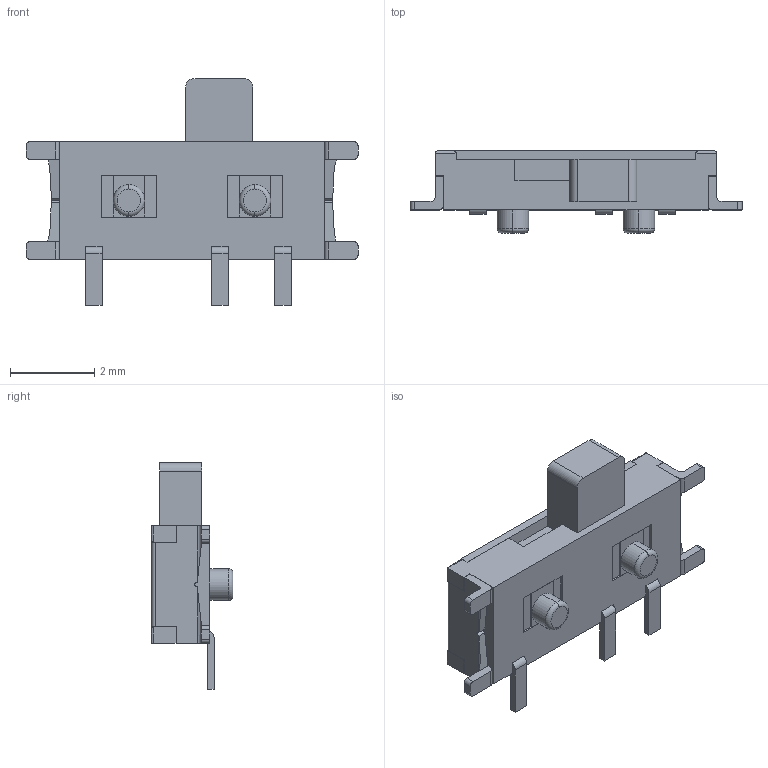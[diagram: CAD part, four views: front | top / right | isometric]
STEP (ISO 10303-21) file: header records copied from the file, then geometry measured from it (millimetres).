
FILE_DESCRIPTION (( 'STEP AP214' ), '1' );
FILE_NAME ('1B20C2A6-07A8-4CD1-B570-01436E0AD6AA.STEP', '2025-02-08T17:00:15', ( '' ), ( '' ), 'SwSTEP 2.0', 'SolidWorks 2022', '' );
FILE_SCHEMA (( 'AUTOMOTIVE_DESIGN' ));
Length unit declared in the file: millimetre
Products named in the file (1): 1B20C2A6-07A8-4CD1-B570-01436E0AD6AA
Bounding box: 7.9 x 1.95 x 5.39 mm (x, y, z)
Volume: 29 mm3; surface area: 130.7 mm2
Topology: 2 solids, 2 shells, 181 faces, 480 edges, 307 vertices
Faces by surface type: plane 130, cylinder 47, torus 4
Entity records: 5808 total; most frequent: CARTESIAN_POINT 1029, ORIENTED_EDGE 960, DIRECTION 894, EDGE_CURVE 480, LINE 390, VECTOR 390, VERTEX_POINT 307, AXIS2_PLACEMENT_3D 252
